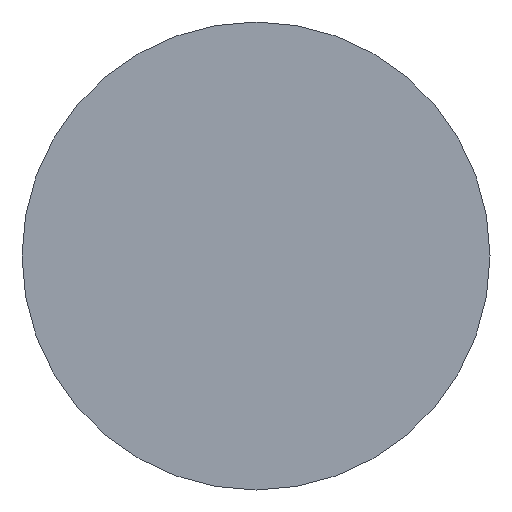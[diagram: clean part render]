
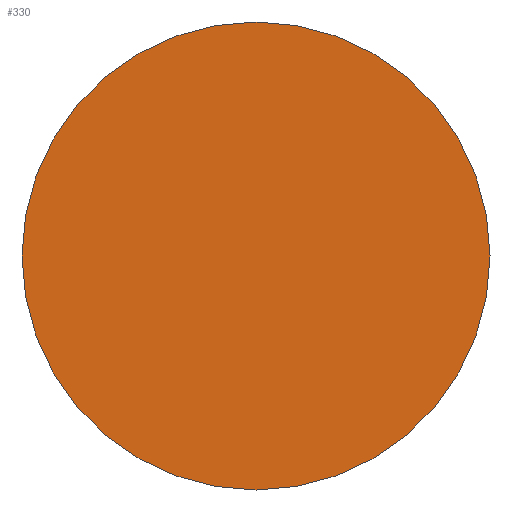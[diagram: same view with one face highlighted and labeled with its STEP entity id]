
A CAD part, front view. The second image highlights one B-rep face of the part: STEP entity #330.
In plain terms, the highlighted planar face has unit normal (0, -1, 0).
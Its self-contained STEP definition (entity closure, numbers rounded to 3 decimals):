
#33=PLANE('',#384);
#46=FACE_OUTER_BOUND('',#66,.T.);
#66=EDGE_LOOP('',(#255,#256));
#110=CIRCLE('',#385,25.);
#111=CIRCLE('',#386,25.);
#150=VERTEX_POINT('',#589);
#151=VERTEX_POINT('',#590);
#191=EDGE_CURVE('',#150,#151,#110,.T.);
#192=EDGE_CURVE('',#151,#150,#111,.T.);
#255=ORIENTED_EDGE('',*,*,#191,.F.);
#256=ORIENTED_EDGE('',*,*,#192,.F.);
#330=ADVANCED_FACE('',(#46),#33,.T.);
#384=AXIS2_PLACEMENT_3D('',#588,#472,#473);
#385=AXIS2_PLACEMENT_3D('',#591,#474,#475);
#386=AXIS2_PLACEMENT_3D('',#592,#476,#477);
#472=DIRECTION('center_axis',(0.,-1.,0.));
#473=DIRECTION('ref_axis',(0.,0.,-1.));
#474=DIRECTION('center_axis',(0.,1.,0.));
#475=DIRECTION('ref_axis',(1.,0.,0.));
#476=DIRECTION('center_axis',(0.,1.,0.));
#477=DIRECTION('ref_axis',(1.,0.,0.));
#588=CARTESIAN_POINT('Origin',(-25.,0.,0.));
#589=CARTESIAN_POINT('',(-25.,0.,0.));
#590=CARTESIAN_POINT('',(25.,0.,0.));
#591=CARTESIAN_POINT('Origin',(0.,0.,0.));
#592=CARTESIAN_POINT('Origin',(0.,0.,0.));
